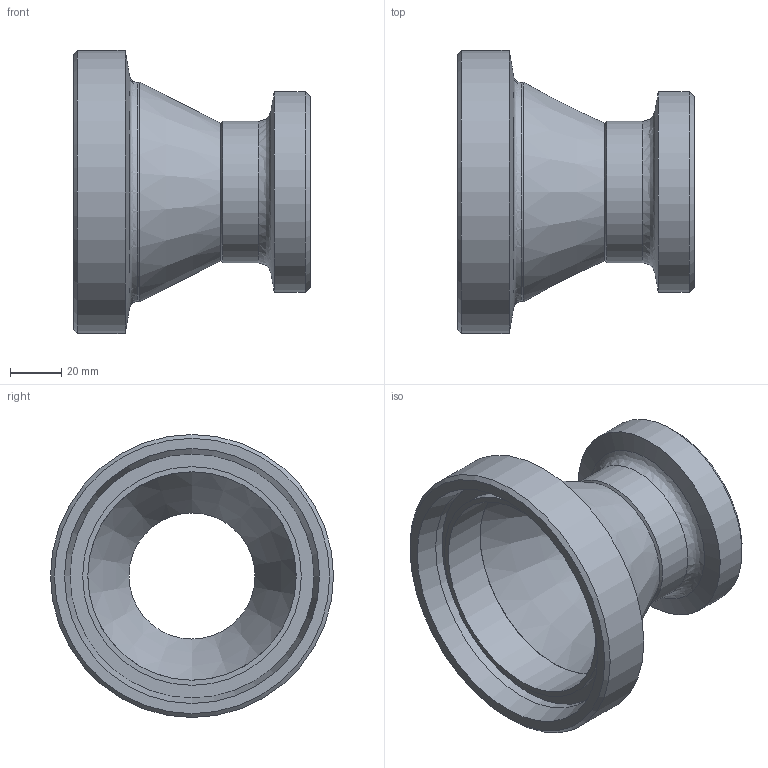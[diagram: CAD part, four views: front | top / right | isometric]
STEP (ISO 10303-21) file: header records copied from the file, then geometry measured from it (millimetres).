
FILE_DESCRIPTION((''),'2;1');
FILE_NAME('25500080X050.stp','2010-08-12T13:15:36',('thilbrands'),(''),'Autodesk Inventor 2008','Autodesk Inventor 2008','');
FILE_SCHEMA(('AUTOMOTIVE_DESIGN { 1 0 10303 214 1 1 1 1 }'));
Length unit declared in the file: millimetre
Products named in the file (4): 255000321025; 113040101-DN80; ENG-007173-DN50; 222000151010-DN80-50
Assembly tree (3 placements, depth 2):
  255000321025
    113040101-DN80
    ENG-007173-DN50
    222000151010-DN80-50
Bounding box: 92 x 110 x 110 mm (x, y, z)
Volume: 123358.5 mm3; surface area: 58737.7 mm2
Topology: 3 solids, 3 shells, 31 faces, 52 edges, 31 vertices
Faces by surface type: plane 10, cylinder 10, cone 9, bspline 2
Full cylindrical faces by diameter (mm): 50 x1, 54 x1, 55 x1, 63.8 x1, 78 x1, 81 x1, 85 x2, 94.8 x1, 110 x1
Entity records: 828 total; most frequent: CARTESIAN_POINT 188, DIRECTION 134, AXIS2_PLACEMENT_3D 67, ORIENTED_EDGE 62, EDGE_LOOP 62, VERTEX_POINT 31, CIRCLE 31, EDGE_CURVE 31
